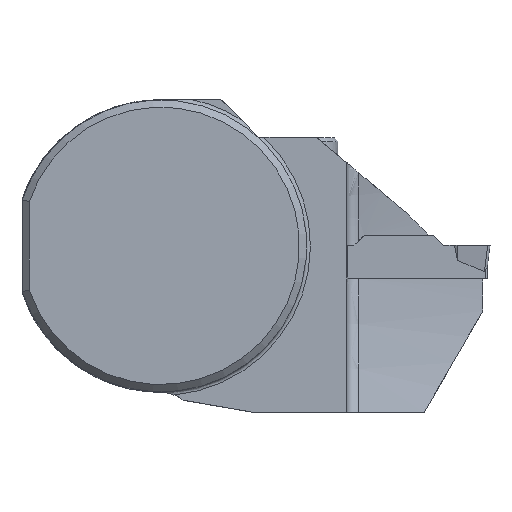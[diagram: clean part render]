
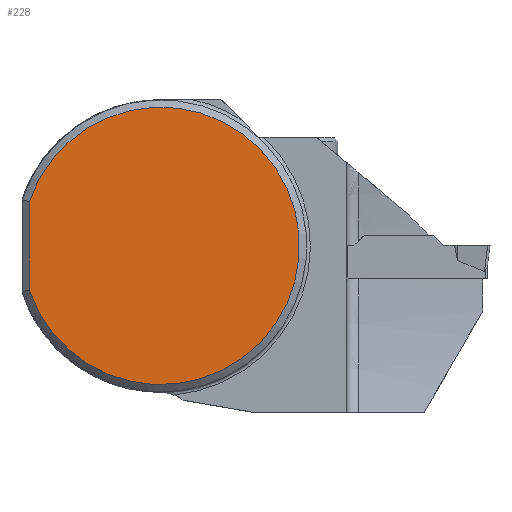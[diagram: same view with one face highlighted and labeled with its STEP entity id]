
A CAD part, top view. The second image highlights one B-rep face of the part: STEP entity #228.
In plain terms, the highlighted planar face has unit normal (0, 0, 1).
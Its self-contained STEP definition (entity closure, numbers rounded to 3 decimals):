
#130=FACE_OUTER_BOUND('',#346,.T.);
#201=CIRCLE('',#1488,19.);
#228=ADVANCED_FACE('',(#130),#296,.F.);
#296=PLANE('',#1489);
#346=EDGE_LOOP('',(#509,#510));
#509=ORIENTED_EDGE('',*,*,#1025,.F.);
#510=ORIENTED_EDGE('',*,*,#1026,.T.);
#897=VERTEX_POINT('',#2074);
#898=VERTEX_POINT('',#2075);
#1025=EDGE_CURVE('',#897,#898,#1198,.T.);
#1026=EDGE_CURVE('',#897,#898,#201,.T.);
#1198=LINE('',#2073,#1307);
#1307=VECTOR('',#1652,1.);
#1488=AXIS2_PLACEMENT_3D('',#2076,#1653,#1654);
#1489=AXIS2_PLACEMENT_3D('',#2077,#1655,#1656);
#1652=DIRECTION('',(0.,1.,0.));
#1653=DIRECTION('',(0.,0.,1.));
#1654=DIRECTION('',(1.,0.,0.));
#1655=DIRECTION('',(0.,0.,-1.));
#1656=DIRECTION('',(1.,0.,0.));
#2073=CARTESIAN_POINT('',(-18.,0.,0.325));
#2074=CARTESIAN_POINT('',(-18.,-6.083,0.325));
#2075=CARTESIAN_POINT('',(-18.,6.083,0.325));
#2076=CARTESIAN_POINT('',(0.,0.,0.325));
#2077=CARTESIAN_POINT('',(0.,0.,0.325));
